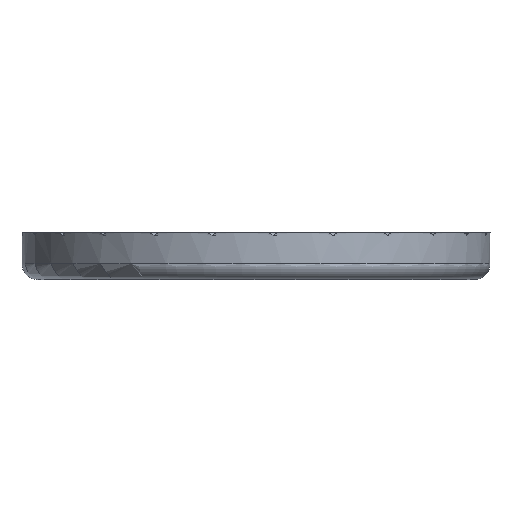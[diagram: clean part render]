
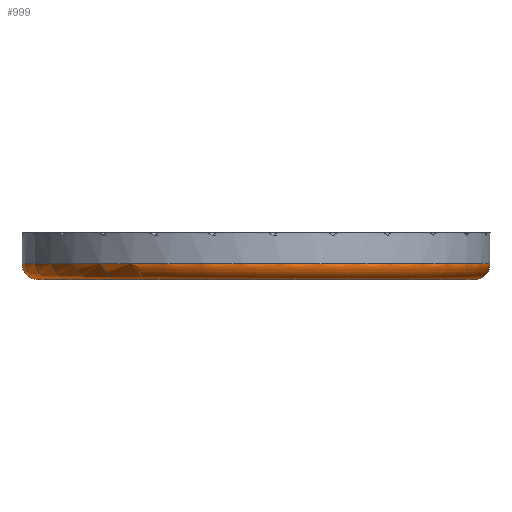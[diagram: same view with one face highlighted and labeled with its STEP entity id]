
A CAD part, front view. The second image highlights one B-rep face of the part: STEP entity #999.
In plain terms, the highlighted toroidal (fillet/blend) face has major radius 14 mm and minor radius 1 mm.
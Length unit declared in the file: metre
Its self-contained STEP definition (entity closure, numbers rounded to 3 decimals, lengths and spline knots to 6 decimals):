
#999=ADVANCED_FACE('',(#2483,#2484),#2485,.T.);
#2483=FACE_OUTER_BOUND('',#5906,.T.);
#2484=FACE_OUTER_BOUND('',#5907,.T.);
#2485=TOROIDAL_SURFACE('',#5908,0.014,0.001);
#5906=EDGE_LOOP('',(#14547));
#5907=EDGE_LOOP('',(#14548));
#5908=AXIS2_PLACEMENT_3D('',#14549,#14550,#14551);
#14547=ORIENTED_EDGE('',*,*,#19632,.F.);
#14548=ORIENTED_EDGE('',*,*,#19590,.F.);
#14549=CARTESIAN_POINT('',(0.0,0.0,-0.002));
#14550=DIRECTION('',(0.0,0.0,-1.0));
#14551=DIRECTION('',(-1.0,0.0,0.0));
#19590=EDGE_CURVE('',#22994,#22994,#22995,.T.);
#19632=EDGE_CURVE('',#23075,#23075,#23076,.T.);
#22994=VERTEX_POINT('',#28677);
#22995=CIRCLE('',#28678,0.015);
#23075=VERTEX_POINT('',#28846);
#23076=CIRCLE('',#28847,0.014);
#28677=CARTESIAN_POINT('',(-0.015,0.0,-0.002));
#28678=AXIS2_PLACEMENT_3D('',#33124,#33125,#33126);
#28846=CARTESIAN_POINT('',(-0.014,0.0,-0.003));
#28847=AXIS2_PLACEMENT_3D('',#33143,#33144,#33145);
#33124=CARTESIAN_POINT('',(0.0,0.0,-0.002));
#33125=DIRECTION('',(0.0,-0.0,1.0));
#33126=DIRECTION('',(-1.0,0.0,0.0));
#33143=CARTESIAN_POINT('',(0.0,0.0,-0.003));
#33144=DIRECTION('',(0.0,0.0,-1.0));
#33145=DIRECTION('',(-1.0,0.0,0.0));
